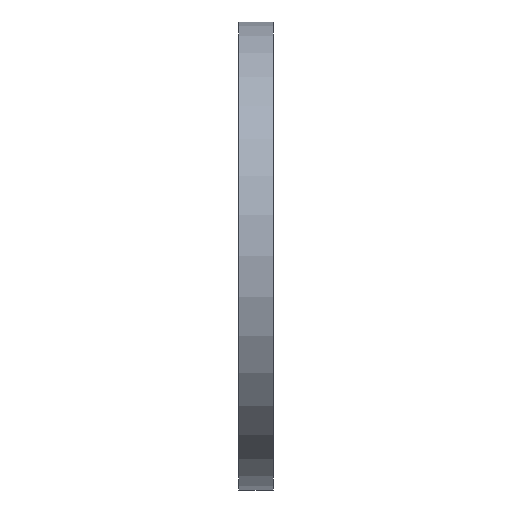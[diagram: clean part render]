
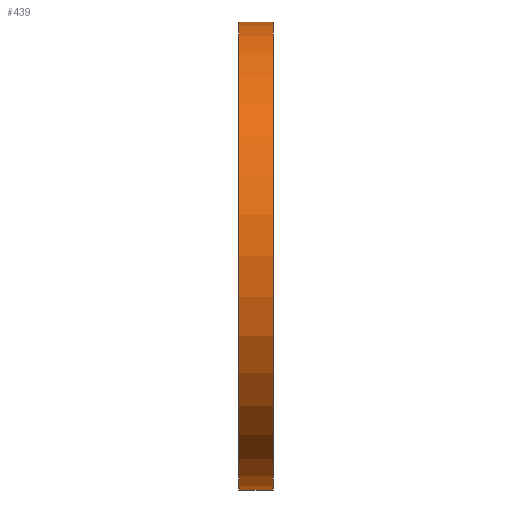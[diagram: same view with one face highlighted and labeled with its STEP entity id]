
A CAD part, front view. The second image highlights one B-rep face of the part: STEP entity #439.
In plain terms, the highlighted cylindrical face has radius 204.5 mm (diameter 409 mm), a partial arc.
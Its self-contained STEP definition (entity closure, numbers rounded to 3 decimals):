
#221 = EDGE_CURVE( '', #259, #247, #583, .T. );
#227 = EDGE_CURVE( '', #345, #269, #589, .T. );
#247 = VERTEX_POINT( '', #611 );
#259 = VERTEX_POINT( '', #624 );
#269 = VERTEX_POINT( '', #635 );
#271 = EDGE_CURVE( '', #247, #345, #637, .T. );
#317 = EDGE_CURVE( '', #269, #259, #686, .T. );
#345 = VERTEX_POINT( '', #715 );
#439 = ADVANCED_FACE( '', ( #844 ), #845, .T. );
#583 = LINE( '', #996, #997 );
#589 = LINE( '', #1005, #1006 );
#611 = CARTESIAN_POINT( '', ( 0., 0., 204.5 ) );
#624 = CARTESIAN_POINT( '', ( 30., 0., 204.5 ) );
#635 = CARTESIAN_POINT( '', ( 30., 0., -204.5 ) );
#637 = CIRCLE( '', #1071, 204.5 );
#686 = CIRCLE( '', #1136, 204.5 );
#715 = CARTESIAN_POINT( '', ( 0., 0., -204.5 ) );
#844 = FACE_OUTER_BOUND( '', #1331, .T. );
#845 = CYLINDRICAL_SURFACE( '', #1332, 204.5 );
#996 = CARTESIAN_POINT( '', ( 0., 0., 204.5 ) );
#997 = VECTOR( '', #1512, 1. );
#1005 = CARTESIAN_POINT( '', ( 0., 0., -204.5 ) );
#1006 = VECTOR( '', #1516, 1. );
#1071 = AXIS2_PLACEMENT_3D( '', #1577, #1578, #1579 );
#1136 = AXIS2_PLACEMENT_3D( '', #1624, #1625, #1626 );
#1331 = EDGE_LOOP( '', ( #1826, #1827, #1828, #1829 ) );
#1332 = AXIS2_PLACEMENT_3D( '', #1830, #1831, #1832 );
#1512 = DIRECTION( '', ( -1., 0., 0. ) );
#1516 = DIRECTION( '', ( 1., 0., 0. ) );
#1577 = CARTESIAN_POINT( '', ( 0., 0., 0. ) );
#1578 = DIRECTION( '', ( 1., 0., 0. ) );
#1579 = DIRECTION( '', ( 0., 0., -1. ) );
#1624 = CARTESIAN_POINT( '', ( 30., 0., 0. ) );
#1625 = DIRECTION( '', ( -1., 0., 0. ) );
#1626 = DIRECTION( '', ( 0., 0., -1. ) );
#1826 = ORIENTED_EDGE( '', *, *, #227, .T. );
#1827 = ORIENTED_EDGE( '', *, *, #317, .T. );
#1828 = ORIENTED_EDGE( '', *, *, #221, .T. );
#1829 = ORIENTED_EDGE( '', *, *, #271, .T. );
#1830 = CARTESIAN_POINT( '', ( 0., 0., 0. ) );
#1831 = DIRECTION( '', ( -1., 0., 0. ) );
#1832 = DIRECTION( '', ( 0., 0., -1. ) );
